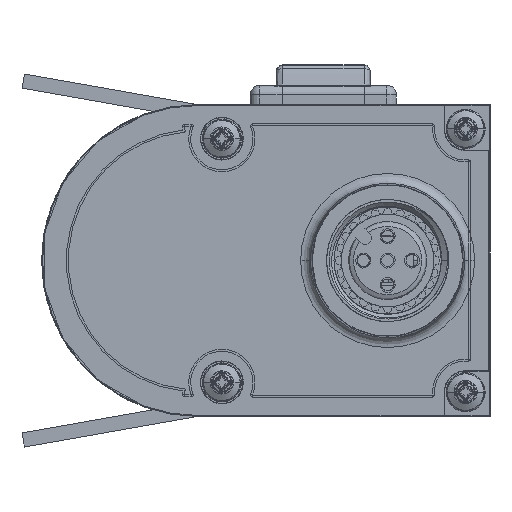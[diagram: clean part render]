
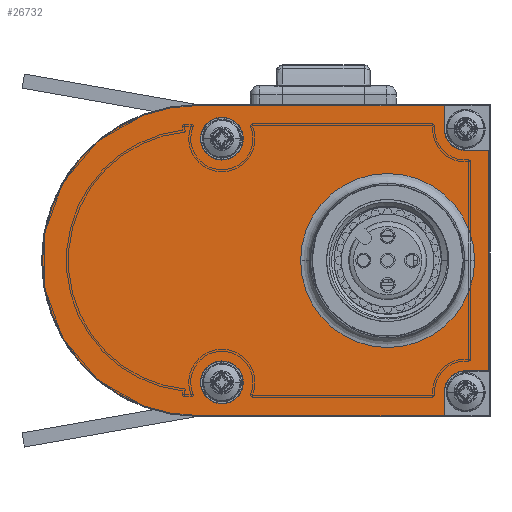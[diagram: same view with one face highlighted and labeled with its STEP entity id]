
A CAD part, left-side view. The second image highlights one B-rep face of the part: STEP entity #26732.
In plain terms, the highlighted face is planar.
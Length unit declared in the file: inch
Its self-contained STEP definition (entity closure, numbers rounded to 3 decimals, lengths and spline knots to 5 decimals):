
#23462=CARTESIAN_POINT('',(12.5,-2.5,0.));
#23463=DIRECTION('',(0.,0.,1.));
#23464=DIRECTION('',(1.,0.,0.));
#23465=AXIS2_PLACEMENT_3D('',#23462,#23463,#23464);
#23467=CARTESIAN_POINT('',(12.5,-2.5,0.));
#23468=DIRECTION('',(0.,0.,1.));
#23469=DIRECTION('',(-1.,0.,0.));
#23470=AXIS2_PLACEMENT_3D('',#23467,#23468,#23469);
#23472=CARTESIAN_POINT('',(-12.5,-2.5,0.));
#23473=DIRECTION('',(0.,0.,1.));
#23474=DIRECTION('',(1.,0.,0.));
#23475=AXIS2_PLACEMENT_3D('',#23472,#23473,#23474);
#23477=CARTESIAN_POINT('',(-12.5,-2.5,0.));
#23478=DIRECTION('',(0.,0.,1.));
#23479=DIRECTION('',(-1.,0.,0.));
#23480=AXIS2_PLACEMENT_3D('',#23477,#23478,#23479);
#23482=CARTESIAN_POINT('',(0.,0.,0.));
#23483=DIRECTION('',(0.,0.,1.));
#23484=DIRECTION('',(1.,0.,0.));
#23485=AXIS2_PLACEMENT_3D('',#23482,#23483,#23484);
#23487=DIRECTION('',(0.,1.,0.));
#23488=VECTOR('',#23487,25.3);
#23489=CARTESIAN_POINT('',(15.89527,-25.3,0.));
#23490=LINE('',#23489,#23488);
#23491=DIRECTION('',(-1.,0.,0.));
#23492=VECTOR('',#23491,2.39527);
#23493=CARTESIAN_POINT('',(15.89527,-25.3,0.));
#23494=LINE('',#23493,#23492);
#23495=CARTESIAN_POINT('',(13.5,-27.5,0.));
#23496=DIRECTION('',(0.,0.,1.));
#23497=DIRECTION('',(0.,1.,0.));
#23498=AXIS2_PLACEMENT_3D('',#23495,#23496,#23497);
#23500=DIRECTION('',(0.,1.,0.));
#23501=VECTOR('',#23500,2.39527);
#23502=CARTESIAN_POINT('',(11.3,-29.89527,0.));
#23503=LINE('',#23502,#23501);
#23504=DIRECTION('',(1.,0.,0.));
#23505=VECTOR('',#23504,22.6);
#23506=CARTESIAN_POINT('',(-11.3,-29.89527,0.));
#23507=LINE('',#23506,#23505);
#23508=DIRECTION('',(0.,1.,0.));
#23509=VECTOR('',#23508,2.39527);
#23510=CARTESIAN_POINT('',(-11.3,-29.89527,0.));
#23511=LINE('',#23510,#23509);
#23512=CARTESIAN_POINT('',(-13.5,-27.5,0.));
#23513=DIRECTION('',(0.,0.,1.));
#23514=DIRECTION('',(1.,0.,0.));
#23515=AXIS2_PLACEMENT_3D('',#23512,#23513,#23514);
#23517=DIRECTION('',(1.,0.,0.));
#23518=VECTOR('',#23517,2.39527);
#23519=CARTESIAN_POINT('',(-15.89527,-25.3,0.));
#23520=LINE('',#23519,#23518);
#23521=DIRECTION('',(0.,1.,0.));
#23522=VECTOR('',#23521,25.3);
#23523=CARTESIAN_POINT('',(-15.89527,-25.3,0.));
#23524=LINE('',#23523,#23522);
#23525=CARTESIAN_POINT('',(0.,-19.5,0.));
#23526=DIRECTION('',(0.,0.,1.));
#23527=DIRECTION('',(0.,1.,0.));
#23528=AXIS2_PLACEMENT_3D('',#23525,#23526,#23527);
#23530=CARTESIAN_POINT('',(0.,-19.5,0.));
#23531=DIRECTION('',(0.,0.,1.));
#23532=DIRECTION('',(0.,-1.,0.));
#23533=AXIS2_PLACEMENT_3D('',#23530,#23531,#23532);
#26321=CARTESIAN_POINT('',(15.89527,0.,0.));
#26323=VERTEX_POINT('',#26321);
#26325=CARTESIAN_POINT('',(-15.89527,0.,0.));
#26327=VERTEX_POINT('',#26325);
#26336=CARTESIAN_POINT('',(14.7,-2.5,0.));
#26337=CARTESIAN_POINT('',(10.3,-2.5,0.));
#26338=VERTEX_POINT('',#26336);
#26339=VERTEX_POINT('',#26337);
#26340=CARTESIAN_POINT('',(-10.3,-2.5,0.));
#26341=CARTESIAN_POINT('',(-14.7,-2.5,0.));
#26342=VERTEX_POINT('',#26340);
#26343=VERTEX_POINT('',#26341);
#26455=CARTESIAN_POINT('',(0.,-10.5753,0.));
#26456=CARTESIAN_POINT('',(0.,-28.4247,0.));
#26457=VERTEX_POINT('',#26455);
#26458=VERTEX_POINT('',#26456);
#26631=CARTESIAN_POINT('',(13.5,-25.3,0.));
#26632=CARTESIAN_POINT('',(11.3,-27.5,0.));
#26633=VERTEX_POINT('',#26631);
#26634=VERTEX_POINT('',#26632);
#26635=CARTESIAN_POINT('',(-11.3,-27.5,0.));
#26636=CARTESIAN_POINT('',(-13.5,-25.3,0.));
#26637=VERTEX_POINT('',#26635);
#26638=VERTEX_POINT('',#26636);
#26639=CARTESIAN_POINT('',(15.89527,-25.3,0.));
#26640=VERTEX_POINT('',#26639);
#26641=CARTESIAN_POINT('',(11.3,-29.89527,0.));
#26642=VERTEX_POINT('',#26641);
#26643=CARTESIAN_POINT('',(-11.3,-29.89527,0.));
#26644=VERTEX_POINT('',#26643);
#26645=CARTESIAN_POINT('',(-15.89527,-25.3,0.));
#26646=VERTEX_POINT('',#26645);
#26687=CARTESIAN_POINT('',(0.,0.,0.));
#26688=DIRECTION('',(0.,0.,1.));
#26689=DIRECTION('',(1.,0.,0.));
#26690=AXIS2_PLACEMENT_3D('',#26687,#26688,#26689);
#26691=PLANE('',#26690);
#26693=ORIENTED_EDGE('',*,*,#26692,.F.);
#26695=ORIENTED_EDGE('',*,*,#26694,.F.);
#26697=ORIENTED_EDGE('',*,*,#26696,.T.);
#26699=ORIENTED_EDGE('',*,*,#26698,.T.);
#26701=ORIENTED_EDGE('',*,*,#26700,.F.);
#26703=ORIENTED_EDGE('',*,*,#26702,.F.);
#26705=ORIENTED_EDGE('',*,*,#26704,.T.);
#26707=ORIENTED_EDGE('',*,*,#26706,.T.);
#26709=ORIENTED_EDGE('',*,*,#26708,.F.);
#26711=ORIENTED_EDGE('',*,*,#26710,.T.);
#26712=EDGE_LOOP('',(#26693,#26695,#26697,#26699,#26701,#26703,#26705,#26707,
#26709,#26711));
#26713=FACE_OUTER_BOUND('',#26712,.F.);
#26715=ORIENTED_EDGE('',*,*,#26714,.T.);
#26717=ORIENTED_EDGE('',*,*,#26716,.T.);
#26718=EDGE_LOOP('',(#26715,#26717));
#26719=FACE_BOUND('',#26718,.F.);
#26721=ORIENTED_EDGE('',*,*,#26720,.T.);
#26723=ORIENTED_EDGE('',*,*,#26722,.T.);
#26724=EDGE_LOOP('',(#26721,#26723));
#26725=FACE_BOUND('',#26724,.F.);
#26727=ORIENTED_EDGE('',*,*,#26726,.T.);
#26729=ORIENTED_EDGE('',*,*,#26728,.T.);
#26730=EDGE_LOOP('',(#26727,#26729));
#26731=FACE_BOUND('',#26730,.F.);
#26732=ADVANCED_FACE('',(#26713,#26719,#26725,#26731),#26691,.T.);
#23466=CIRCLE('',#23465,2.2);
#23471=CIRCLE('',#23470,2.2);
#23476=CIRCLE('',#23475,2.2);
#23481=CIRCLE('',#23480,2.2);
#23486=CIRCLE('',#23485,15.89527);
#23499=CIRCLE('',#23498,2.2);
#23516=CIRCLE('',#23515,2.2);
#23529=CIRCLE('',#23528,8.9247);
#23534=CIRCLE('',#23533,8.9247);
#26692=EDGE_CURVE('',#26323,#26327,#23486,.T.);
#26694=EDGE_CURVE('',#26640,#26323,#23490,.T.);
#26696=EDGE_CURVE('',#26640,#26633,#23494,.T.);
#26698=EDGE_CURVE('',#26633,#26634,#23499,.T.);
#26700=EDGE_CURVE('',#26642,#26634,#23503,.T.);
#26702=EDGE_CURVE('',#26644,#26642,#23507,.T.);
#26704=EDGE_CURVE('',#26644,#26637,#23511,.T.);
#26706=EDGE_CURVE('',#26637,#26638,#23516,.T.);
#26708=EDGE_CURVE('',#26646,#26638,#23520,.T.);
#26710=EDGE_CURVE('',#26646,#26327,#23524,.T.);
#26714=EDGE_CURVE('',#26342,#26343,#23476,.T.);
#26716=EDGE_CURVE('',#26343,#26342,#23481,.T.);
#26720=EDGE_CURVE('',#26338,#26339,#23466,.T.);
#26722=EDGE_CURVE('',#26339,#26338,#23471,.T.);
#26726=EDGE_CURVE('',#26457,#26458,#23529,.T.);
#26728=EDGE_CURVE('',#26458,#26457,#23534,.T.);
